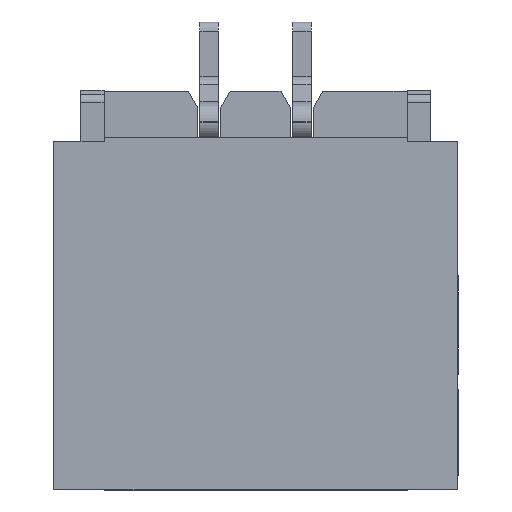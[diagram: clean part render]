
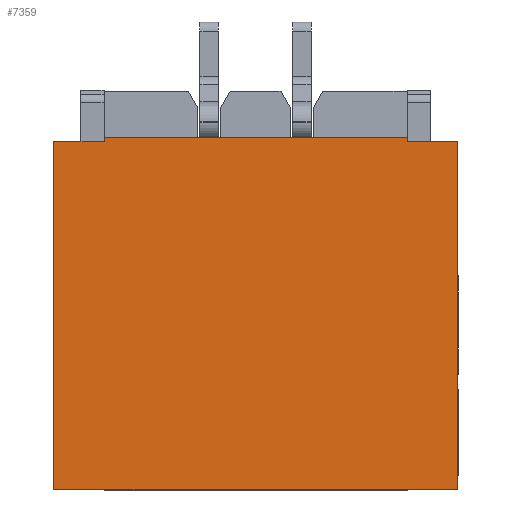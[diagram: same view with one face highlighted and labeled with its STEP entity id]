
A CAD part, top view. The second image highlights one B-rep face of the part: STEP entity #7359.
In plain terms, the highlighted planar face has unit normal (0, 0, 1).
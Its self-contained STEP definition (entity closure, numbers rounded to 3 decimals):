
#482=FACE_OUTER_BOUND('',#883,.T.);
#883=EDGE_LOOP('',(#5019,#5020,#5021,#5022,#5023,#5024,#5025,#5026));
#1328=LINE('',#10091,#2125);
#1437=LINE('',#10604,#2234);
#1463=LINE('',#10661,#2260);
#1464=LINE('',#10663,#2261);
#1465=LINE('',#10665,#2262);
#1466=LINE('',#10667,#2263);
#1467=LINE('',#10669,#2264);
#1468=LINE('',#10670,#2265);
#2125=VECTOR('',#8413,1.);
#2234=VECTOR('',#8594,1.);
#2260=VECTOR('',#8634,1.);
#2261=VECTOR('',#8635,1.);
#2262=VECTOR('',#8636,1.);
#2263=VECTOR('',#8637,1.);
#2264=VECTOR('',#8638,1.);
#2265=VECTOR('',#8639,1.);
#2906=VERTEX_POINT('',#10088);
#2907=VERTEX_POINT('',#10090);
#3091=VERTEX_POINT('',#10602);
#3115=VERTEX_POINT('',#10660);
#3116=VERTEX_POINT('',#10662);
#3117=VERTEX_POINT('',#10664);
#3118=VERTEX_POINT('',#10666);
#3119=VERTEX_POINT('',#10668);
#3636=EDGE_CURVE('',#2907,#2906,#1328,.T.);
#3823=EDGE_CURVE('',#3091,#2906,#1437,.T.);
#3849=EDGE_CURVE('',#3091,#3115,#1463,.T.);
#3850=EDGE_CURVE('',#3116,#3115,#1464,.T.);
#3851=EDGE_CURVE('',#3117,#3116,#1465,.T.);
#3852=EDGE_CURVE('',#3117,#3118,#1466,.T.);
#3853=EDGE_CURVE('',#3119,#3118,#1467,.T.);
#3854=EDGE_CURVE('',#2907,#3119,#1468,.T.);
#5019=ORIENTED_EDGE('',*,*,#3849,.T.);
#5020=ORIENTED_EDGE('',*,*,#3850,.F.);
#5021=ORIENTED_EDGE('',*,*,#3851,.F.);
#5022=ORIENTED_EDGE('',*,*,#3852,.T.);
#5023=ORIENTED_EDGE('',*,*,#3853,.F.);
#5024=ORIENTED_EDGE('',*,*,#3854,.F.);
#5025=ORIENTED_EDGE('',*,*,#3636,.T.);
#5026=ORIENTED_EDGE('',*,*,#3823,.F.);
#6692=PLANE('',#7849);
#7359=ADVANCED_FACE('',(#482),#6692,.F.);
#7849=AXIS2_PLACEMENT_3D('',#10659,#8632,#8633);
#8413=DIRECTION('',(0.,1.,0.));
#8594=DIRECTION('',(1.,0.,0.));
#8632=DIRECTION('center_axis',(0.,0.,-1.));
#8633=DIRECTION('ref_axis',(0.,1.,0.));
#8634=DIRECTION('',(0.,1.,0.));
#8635=DIRECTION('',(1.,0.,0.));
#8636=DIRECTION('',(0.,1.,0.));
#8637=DIRECTION('',(-1.,0.,0.));
#8638=DIRECTION('',(0.,1.,0.));
#8639=DIRECTION('',(-1.,0.,0.));
#10088=CARTESIAN_POINT('',(2.17,1.142,3.14));
#10090=CARTESIAN_POINT('',(2.17,-2.608,3.14));
#10091=CARTESIAN_POINT('',(2.17,-2.608,3.14));
#10602=CARTESIAN_POINT('',(1.63,1.142,3.14));
#10604=CARTESIAN_POINT('',(1.63,1.142,3.14));
#10659=CARTESIAN_POINT('Origin',(-2.18,-2.608,3.14));
#10660=CARTESIAN_POINT('',(1.63,1.192,3.14));
#10661=CARTESIAN_POINT('',(1.63,1.142,3.14));
#10662=CARTESIAN_POINT('',(-1.64,1.192,3.14));
#10663=CARTESIAN_POINT('',(0.37,1.192,3.14));
#10664=CARTESIAN_POINT('',(-1.64,1.142,3.14));
#10665=CARTESIAN_POINT('',(-1.64,1.142,3.14));
#10666=CARTESIAN_POINT('',(-2.18,1.142,3.14));
#10667=CARTESIAN_POINT('',(-1.64,1.142,3.14));
#10668=CARTESIAN_POINT('',(-2.18,-2.608,3.14));
#10669=CARTESIAN_POINT('',(-2.18,-2.608,3.14));
#10670=CARTESIAN_POINT('',(-2.18,-2.608,3.14));
